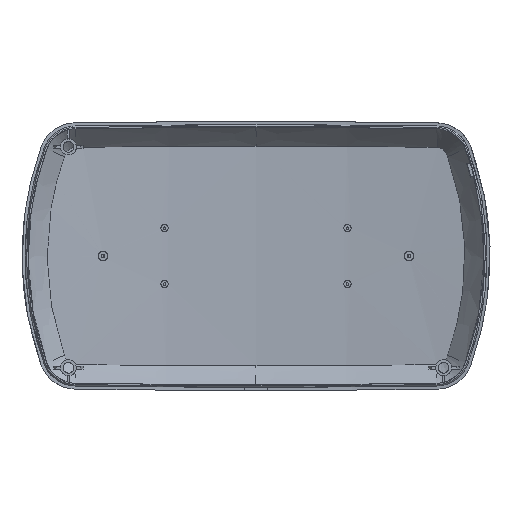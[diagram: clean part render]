
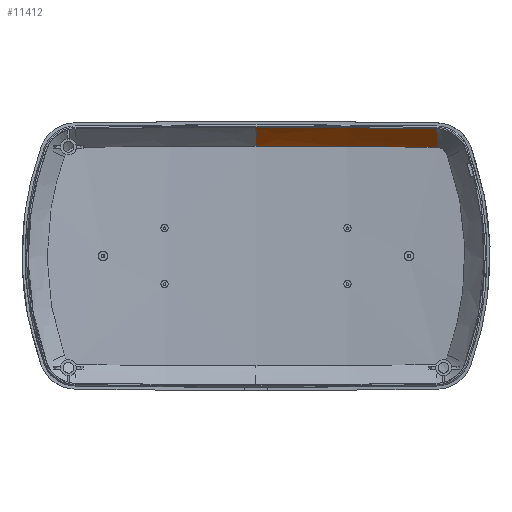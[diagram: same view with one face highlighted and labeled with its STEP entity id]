
A CAD part, front view. The second image highlights one B-rep face of the part: STEP entity #11412.
In plain terms, the highlighted free-form (B-spline) face has degree [3, 3] with [8, 4] control points.
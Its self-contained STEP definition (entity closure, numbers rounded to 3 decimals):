
#393 = CARTESIAN_POINT ( 'NONE',  ( -0.679, -10.192, 48.479 ) ) ;
#812 = CARTESIAN_POINT ( 'NONE',  ( 67.642, -14.019, 47.853 ) ) ;
#897 = B_SPLINE_CURVE_WITH_KNOTS ( 'NONE', 3,
 ( #812, #10196, #1136, #19559, #21415, #6482, #1209, #4863 ),
 .UNSPECIFIED., .F., .F.,
 ( 4, 2, 2, 4 ),
 ( 0., 0.034, 0.051, 0.068 ),
 .UNSPECIFIED. ) ;
#988 = CARTESIAN_POINT ( 'NONE',  ( 68.575, -11.677, 45.565 ) ) ;
#1136 = CARTESIAN_POINT ( 'NONE',  ( 45.16, -11.676, 48.115 ) ) ;
#1151 = CARTESIAN_POINT ( 'NONE',  ( 2.36, -10.19, 48.479 ) ) ;
#1209 = CARTESIAN_POINT ( 'NONE',  ( 5.651, -10., 48.301 ) ) ;
#2074 = ORIENTED_EDGE ( 'NONE', *, *, #19425, .T. ) ;
#2930 = CARTESIAN_POINT ( 'NONE',  ( 37.913, -8.554, 45.917 ) ) ;
#3007 = CARTESIAN_POINT ( 'NONE',  ( 68.631, -9.037, 43.111 ) ) ;
#3407 = VERTEX_POINT ( 'NONE', #20653 ) ;
#3573 = CARTESIAN_POINT ( 'NONE',  ( 67.642, -14.019, 47.853 ) ) ;
#3588 = CARTESIAN_POINT ( 'NONE',  ( -0.457, -2.308, 41.121 ) ) ;
#3828 = B_SPLINE_CURVE_WITH_KNOTS ( 'NONE', 3,
 ( #7463, #22058, #16457, #20138 ),
 .UNSPECIFIED., .F., .F.,
 ( 4, 4 ),
 ( 0., 1. ),
 .UNSPECIFIED. ) ;
#4795 = CARTESIAN_POINT ( 'NONE',  ( 58.15, -10.428, 45.706 ) ) ;
#4863 = CARTESIAN_POINT ( 'NONE',  ( 0., -10., 48.3 ) ) ;
#4882 = CARTESIAN_POINT ( 'NONE',  ( 68.35, -11.65, 45.568 ) ) ;
#4994 = ORIENTED_EDGE ( 'NONE', *, *, #12936, .T. ) ;
#6482 = CARTESIAN_POINT ( 'NONE',  ( 11.3, -10.084, 48.292 ) ) ;
#6496 = CARTESIAN_POINT ( 'NONE',  ( 0., -2.5, 41.3 ) ) ;
#6668 = CARTESIAN_POINT ( 'NONE',  ( 58.389, -7.81, 43.249 ) ) ;
#7355 = CARTESIAN_POINT ( 'NONE',  ( -0.454, -7.564, 46.026 ) ) ;
#7463 = CARTESIAN_POINT ( 'NONE',  ( 0., -10., 48.3 ) ) ;
#7678 = EDGE_CURVE ( 'NONE', #9308, #16728, #9145, .T. ) ;
#8541 = CARTESIAN_POINT ( 'NONE',  ( 37.757, -11.178, 48.371 ) ) ;
#8763 = CARTESIAN_POINT ( 'NONE',  ( 68.436, -6.56, 40.838 ) ) ;
#9145 = LINE ( 'NONE', #20971, #12879 ) ;
#9241 = CARTESIAN_POINT ( 'NONE',  ( -0.453, -10.192, 48.479 ) ) ;
#9308 = VERTEX_POINT ( 'NONE', #3573 ) ;
#10006 = CARTESIAN_POINT ( 'NONE',  ( -0.684, -4.936, 43.574 ) ) ;
#10196 = CARTESIAN_POINT ( 'NONE',  ( 56.42, -12.68, 48.003 ) ) ;
#10296 = CARTESIAN_POINT ( 'NONE',  ( 68.857, -9.064, 43.108 ) ) ;
#10384 = CARTESIAN_POINT ( 'NONE',  ( 38.223, -3.305, 41.008 ) ) ;
#10614 = CARTESIAN_POINT ( 'NONE',  ( 22.869, -2.5, 41.301 ) ) ;
#11412 = ADVANCED_FACE ( 'NONE', ( #17915 ), #22258, .T. ) ;
#11775 = DIRECTION ( 'NONE',  ( 0.077, 0.726, -0.683 ) ) ;
#12230 = CARTESIAN_POINT ( 'NONE',  ( 2.37, -7.562, 46.027 ) ) ;
#12602 = B_SPLINE_CURVE_WITH_KNOTS ( 'NONE', 3,
 ( #6496, #10614, #23457, #23530 ),
 .UNSPECIFIED., .F., .F.,
 ( 4, 4 ),
 ( 0., 0.069 ),
 .UNSPECIFIED. ) ;
#12709 = CARTESIAN_POINT ( 'NONE',  ( -0.681, -7.564, 46.026 ) ) ;
#12879 = VECTOR ( 'NONE', #11775, 1000. ) ;
#12936 = EDGE_CURVE ( 'NONE', #9308, #3407, #897, .T. ) ;
#14009 = CARTESIAN_POINT ( 'NONE',  ( 68.07, -14.263, 48.026 ) ) ;
#14095 = CARTESIAN_POINT ( 'NONE',  ( 68.911, -6.424, 40.653 ) ) ;
#14406 = EDGE_CURVE ( 'NONE', #3407, #23967, #3828, .T. ) ;
#15645 = EDGE_LOOP ( 'NONE', ( #4994, #18665, #2074, #21938 ) ) ;
#15891 = CARTESIAN_POINT ( 'NONE',  ( 15.3, -5.022, 43.565 ) ) ;
#15969 = CARTESIAN_POINT ( 'NONE',  ( 57.912, -13.045, 48.162 ) ) ;
#16457 = CARTESIAN_POINT ( 'NONE',  ( 0., -5., 43.633 ) ) ;
#16728 = VERTEX_POINT ( 'NONE', #8763 ) ;
#17338 = CARTESIAN_POINT ( 'NONE',  ( 69.138, -6.451, 40.65 ) ) ;
#17585 = CARTESIAN_POINT ( 'NONE',  ( 68.294, -14.29, 48.023 ) ) ;
#17744 = CARTESIAN_POINT ( 'NONE',  ( 15.362, -2.395, 41.112 ) ) ;
#17827 = CARTESIAN_POINT ( 'NONE',  ( 58.627, -5.193, 40.793 ) ) ;
#17915 = FACE_OUTER_BOUND ( 'NONE', #15645, .T. ) ;
#18226 = CARTESIAN_POINT ( 'NONE',  ( 0., -2.5, 41.3 ) ) ;
#18665 = ORIENTED_EDGE ( 'NONE', *, *, #14406, .T. ) ;
#18697 = CARTESIAN_POINT ( 'NONE',  ( 2.39, -2.307, 41.121 ) ) ;
#19212 = CARTESIAN_POINT ( 'NONE',  ( -0.686, -2.309, 41.121 ) ) ;
#19425 = EDGE_CURVE ( 'NONE', #23967, #16728, #12602, .T. ) ;
#19559 = CARTESIAN_POINT ( 'NONE',  ( 28.24, -10.671, 48.227 ) ) ;
#19580 = CARTESIAN_POINT ( 'NONE',  ( 38.068, -5.929, 43.462 ) ) ;
#20138 = CARTESIAN_POINT ( 'NONE',  ( 0., -2.5, 41.3 ) ) ;
#20653 = CARTESIAN_POINT ( 'NONE',  ( 0., -10., 48.3 ) ) ;
#20971 = CARTESIAN_POINT ( 'NONE',  ( 68.039, -10.29, 44.346 ) ) ;
#21415 = CARTESIAN_POINT ( 'NONE',  ( 22.594, -10.419, 48.255 ) ) ;
#21430 = CARTESIAN_POINT ( 'NONE',  ( 15.175, -10.277, 48.471 ) ) ;
#21938 = ORIENTED_EDGE ( 'NONE', *, *, #7678, .F. ) ;
#22058 = CARTESIAN_POINT ( 'NONE',  ( 0., -7.5, 45.967 ) ) ;
#22258 = B_SPLINE_SURFACE_WITH_KNOTS ( 'NONE', 3, 3, ( 
 ( #17585, #988, #10296, #17338 ),
 ( #14009, #4882, #3007, #14095 ),
 ( #15969, #4795, #6668, #17827 ),
 ( #8541, #2930, #19580, #10384 ),
 ( #21430, #23298, #15891, #17744 ),
 ( #1151, #12230, #23727, #18697 ),
 ( #9241, #7355, #23648, #3588 ),
 ( #393, #12709, #10006, #19212 ) ),
 .UNSPECIFIED., .F., .F., .F.,
 ( 4, 1, 1, 1, 1, 4 ),
 ( 4, 4 ),
 ( -0.01, 0., 0.443, 0.886, 1., 1.01 ),
 ( -0.026, 1.026 ),
 .UNSPECIFIED. ) ;
#23298 = CARTESIAN_POINT ( 'NONE',  ( 15.237, -7.65, 46.018 ) ) ;
#23457 = CARTESIAN_POINT ( 'NONE',  ( 45.729, -3.856, 41.146 ) ) ;
#23530 = CARTESIAN_POINT ( 'NONE',  ( 68.436, -6.56, 40.838 ) ) ;
#23648 = CARTESIAN_POINT ( 'NONE',  ( -0.456, -4.936, 43.574 ) ) ;
#23727 = CARTESIAN_POINT ( 'NONE',  ( 2.38, -4.935, 43.574 ) ) ;
#23967 = VERTEX_POINT ( 'NONE', #18226 ) ;
